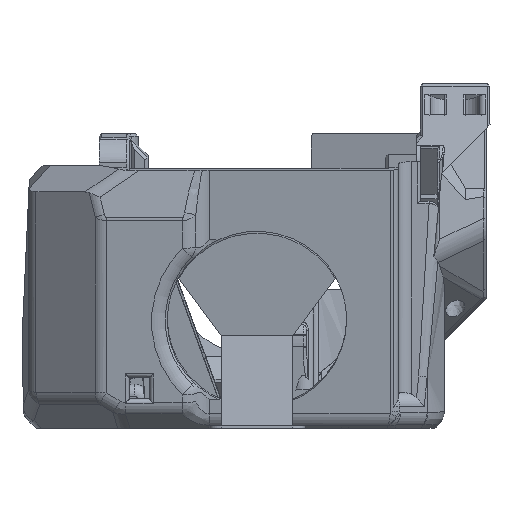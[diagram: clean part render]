
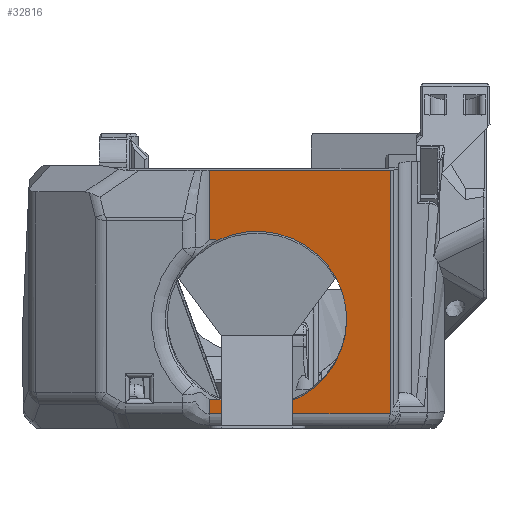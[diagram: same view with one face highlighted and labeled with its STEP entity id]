
A CAD part, left-side view. The second image highlights one B-rep face of the part: STEP entity #32816.
In plain terms, the highlighted planar face has unit normal (-0.985, 0, -0.174).
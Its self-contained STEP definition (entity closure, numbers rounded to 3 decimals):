
#558=ELLIPSE('',#35437,1.92,1.);
#1323=B_SPLINE_CURVE_WITH_KNOTS('',3,(#55046,#55047,#55048,#55049),
 .UNSPECIFIED.,.F.,.F.,(4,4),(0.,0.001),.UNSPECIFIED.);
#1331=B_SPLINE_CURVE_WITH_KNOTS('',3,(#55198,#55199,#55200,#55201),
 .UNSPECIFIED.,.F.,.F.,(4,4),(0.,0.001),.UNSPECIFIED.);
#2208=CIRCLE('',#35438,14.);
#7254=ORIENTED_EDGE('',*,*,#15422,.T.);
#7255=ORIENTED_EDGE('',*,*,#15488,.T.);
#7256=ORIENTED_EDGE('',*,*,#15486,.F.);
#7257=ORIENTED_EDGE('',*,*,#15489,.F.);
#7258=ORIENTED_EDGE('',*,*,#15490,.T.);
#7259=ORIENTED_EDGE('',*,*,#15491,.T.);
#7260=ORIENTED_EDGE('',*,*,#15492,.T.);
#7261=ORIENTED_EDGE('',*,*,#15425,.T.);
#7262=ORIENTED_EDGE('',*,*,#15423,.T.);
#15422=EDGE_CURVE('',#19622,#19694,#22474,.T.);
#15423=EDGE_CURVE('',#19695,#19622,#22475,.F.);
#15425=EDGE_CURVE('',#19696,#19695,#1323,.T.);
#15486=EDGE_CURVE('',#19737,#19738,#22519,.F.);
#15488=EDGE_CURVE('',#19694,#19738,#558,.F.);
#15489=EDGE_CURVE('',#19739,#19737,#22520,.T.);
#15490=EDGE_CURVE('',#19739,#19740,#22521,.F.);
#15491=EDGE_CURVE('',#19740,#19741,#1331,.F.);
#15492=EDGE_CURVE('',#19741,#19696,#2208,.T.);
#19622=VERTEX_POINT('',#54763);
#19694=VERTEX_POINT('',#55013);
#19695=VERTEX_POINT('',#55017);
#19696=VERTEX_POINT('',#55050);
#19737=VERTEX_POINT('',#55188);
#19738=VERTEX_POINT('',#55190);
#19739=VERTEX_POINT('',#55195);
#19740=VERTEX_POINT('',#55197);
#19741=VERTEX_POINT('',#55202);
#22474=LINE('',#55014,#25435);
#22475=LINE('',#55016,#25436);
#22519=LINE('',#55189,#25480);
#22520=LINE('',#55194,#25481);
#22521=LINE('',#55196,#25482);
#25435=VECTOR('',#40853,1000.);
#25436=VECTOR('',#40856,1000.);
#25480=VECTOR('',#40948,1000.);
#25481=VECTOR('',#40955,1000.);
#25482=VECTOR('',#40956,1000.);
#27723=EDGE_LOOP('',(#7254,#7255,#7256,#7257,#7258,#7259,#7260,#7261,#7262));
#29756=FACE_BOUND('',#27723,.T.);
#31414=PLANE('',#35436);
#32816=ADVANCED_FACE('',(#29756),#31414,.F.);
#35436=AXIS2_PLACEMENT_3D('',#55192,#40951,#40952);
#35437=AXIS2_PLACEMENT_3D('',#55193,#40953,#40954);
#35438=AXIS2_PLACEMENT_3D('',#55203,#40957,#40958);
#40853=DIRECTION('',(0.,-1.,0.));
#40856=DIRECTION('',(-0.174,0.,0.985));
#40948=DIRECTION('',(-0.174,0.,0.985));
#40951=DIRECTION('',(0.985,0.,0.174));
#40952=DIRECTION('',(-0.174,0.,0.985));
#40953=DIRECTION('',(0.985,0.,0.174));
#40954=DIRECTION('',(0.126,-0.686,-0.716));
#40955=DIRECTION('',(0.,-1.,0.));
#40956=DIRECTION('',(-0.174,0.,0.985));
#40957=DIRECTION('',(0.985,0.,0.174));
#40958=DIRECTION('',(-0.174,0.,0.985));
#54763=CARTESIAN_POINT('',(-27.864,12.27,2.262));
#55013=CARTESIAN_POINT('',(-27.864,-15.951,2.262));
#55014=CARTESIAN_POINT('',(-27.864,-14.655,2.262));
#55016=CARTESIAN_POINT('',(-31.185,12.27,21.099));
#55017=CARTESIAN_POINT('',(-28.255,12.27,4.482));
#55046=CARTESIAN_POINT('',(-28.27,10.952,4.562));
#55047=CARTESIAN_POINT('',(-28.27,11.393,4.564));
#55048=CARTESIAN_POINT('',(-28.265,11.833,4.537));
#55049=CARTESIAN_POINT('',(-28.255,12.27,4.482));
#55050=CARTESIAN_POINT('',(-28.27,10.952,4.562));
#55188=CARTESIAN_POINT('',(-34.572,-16.002,40.304));
#55189=CARTESIAN_POINT('',(-7.663,-16.002,-112.301));
#55190=CARTESIAN_POINT('',(-27.916,-16.002,2.558));
#55192=CARTESIAN_POINT('',(-31.185,24.853,21.099));
#55193=CARTESIAN_POINT('',(-28.071,-14.497,3.435));
#55194=CARTESIAN_POINT('',(-34.572,24.853,40.304));
#55195=CARTESIAN_POINT('',(-34.572,12.27,40.304));
#55196=CARTESIAN_POINT('',(-31.185,12.27,21.099));
#55197=CARTESIAN_POINT('',(-32.66,12.27,29.463));
#55198=CARTESIAN_POINT('',(-32.646,10.952,29.383));
#55199=CARTESIAN_POINT('',(-32.646,11.393,29.381));
#55200=CARTESIAN_POINT('',(-32.651,11.833,29.409));
#55201=CARTESIAN_POINT('',(-32.66,12.27,29.463));
#55202=CARTESIAN_POINT('',(-32.646,10.952,29.383));
#55203=CARTESIAN_POINT('',(-30.458,4.853,16.973));
